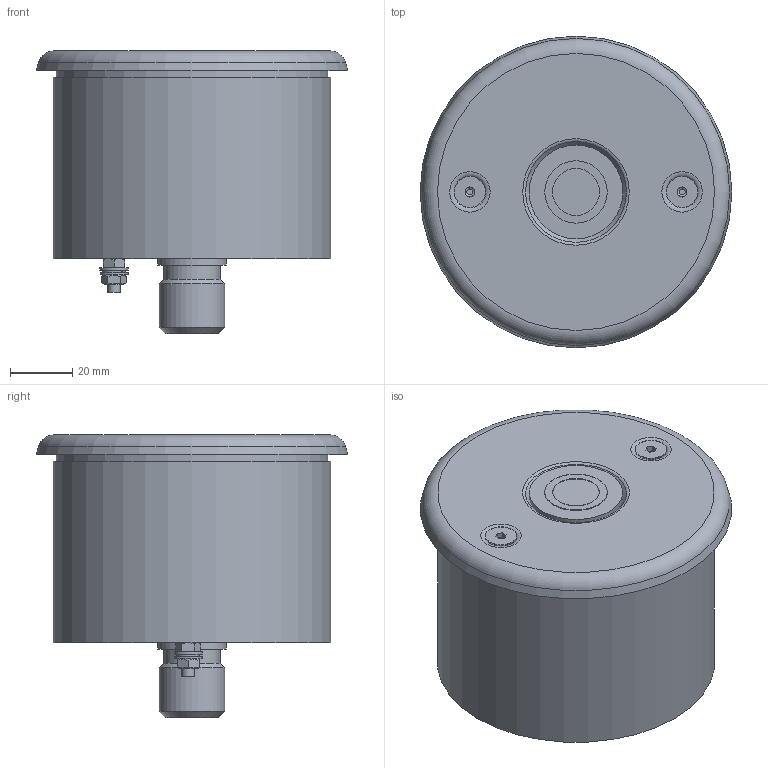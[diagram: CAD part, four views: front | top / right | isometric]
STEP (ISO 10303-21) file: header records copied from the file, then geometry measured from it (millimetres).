
FILE_DESCRIPTION (( 'STEP AP214' ), '1' );
FILE_NAME ('斂.02.0.STEP', '2025-03-18T08:35:08', ( '' ), ( '' ), 'SwSTEP 2.0', 'SolidWorks 2022', '' );
FILE_SCHEMA (( 'AUTOMOTIVE_DESIGN' ));
Length unit declared in the file: millimetre
Products named in the file (1): АД.02.0
Bounding box: 99.9 x 99.9 x 90.82 mm (x, y, z)
Volume: 411640.2 mm3; surface area: 105893.1 mm2
Topology: 9 solids, 9 shells, 236 faces, 537 edges, 351 vertices
Faces by surface type: plane 128, cylinder 62, cone 38, torus 8
Full cylindrical faces by diameter (mm): 3.02 x2, 3.3 x1, 4 x1, 4.3 x2, 5 x1, 5.5 x8, 6 x16, 9 x2, 9.64 x6, 10 x2, 13 x1, 15 x1, 18 x1, 20 x1, 21 x1, 22 x1, 27 x1, 30 x1, 53 x1, 55 x2, 84 x2, 87 x2, 89 x2
Entity records: 6341 total; most frequent: CARTESIAN_POINT 1272, DIRECTION 1040, ORIENTED_EDGE 810, EDGE_LOOP 434, AXIS2_PLACEMENT_3D 426, EDGE_CURVE 405, VERTEX_POINT 317, FACE_OUTER_BOUND 302
